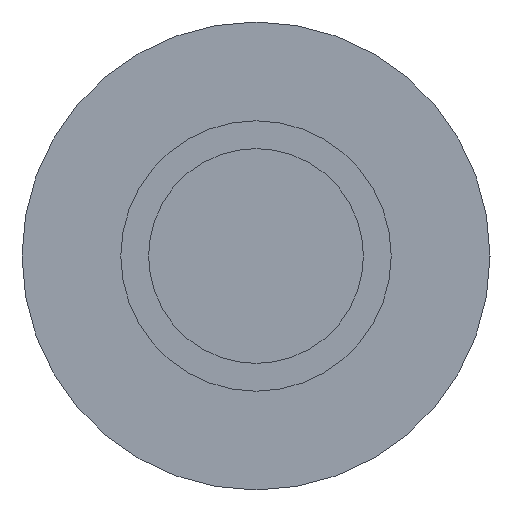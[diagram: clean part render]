
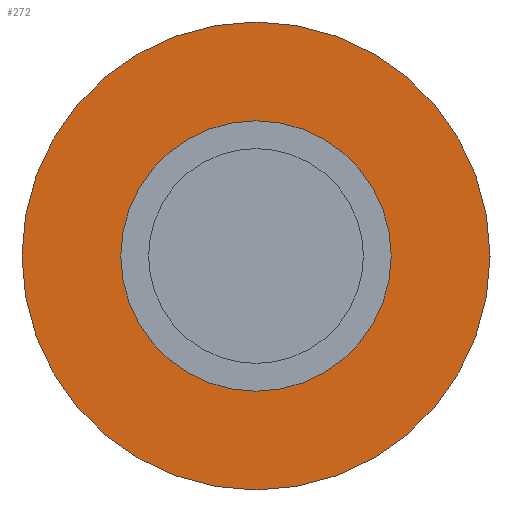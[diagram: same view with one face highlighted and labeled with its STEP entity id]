
A CAD part, front view. The second image highlights one B-rep face of the part: STEP entity #272.
In plain terms, the highlighted planar face has unit normal (0, -1, 0).
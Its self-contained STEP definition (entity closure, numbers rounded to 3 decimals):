
#22=FACE_BOUND('',#66,.T.);
#29=PLANE('',#325);
#44=FACE_OUTER_BOUND('',#65,.T.);
#65=EDGE_LOOP('',(#217));
#66=EDGE_LOOP('',(#218));
#107=CIRCLE('',#324,78.75);
#108=CIRCLE('',#326,38.15);
#128=VERTEX_POINT('',#511);
#129=VERTEX_POINT('',#515);
#157=EDGE_CURVE('',#128,#128,#107,.T.);
#159=EDGE_CURVE('',#129,#129,#108,.T.);
#217=ORIENTED_EDGE('',*,*,#157,.T.);
#218=ORIENTED_EDGE('',*,*,#159,.F.);
#272=ADVANCED_FACE('',(#44,#22),#29,.T.);
#324=AXIS2_PLACEMENT_3D('',#512,#402,#403);
#325=AXIS2_PLACEMENT_3D('',#514,#405,#406);
#326=AXIS2_PLACEMENT_3D('',#516,#407,#408);
#402=DIRECTION('center_axis',(0.,-1.,0.));
#403=DIRECTION('ref_axis',(1.,0.,0.));
#405=DIRECTION('center_axis',(0.,-1.,0.));
#406=DIRECTION('ref_axis',(0.,0.,-1.));
#407=DIRECTION('center_axis',(0.,-1.,0.));
#408=DIRECTION('ref_axis',(1.,0.,0.));
#511=CARTESIAN_POINT('',(-78.75,26.75,0.));
#512=CARTESIAN_POINT('Origin',(0.,26.75,0.));
#514=CARTESIAN_POINT('Origin',(38.15,26.75,0.));
#515=CARTESIAN_POINT('',(-38.15,26.75,0.));
#516=CARTESIAN_POINT('Origin',(0.,26.75,0.));
